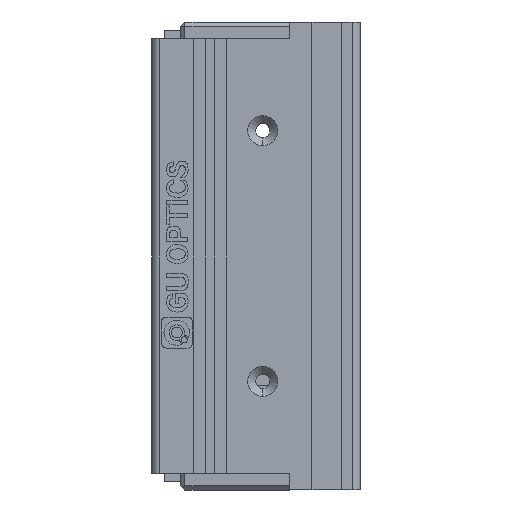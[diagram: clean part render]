
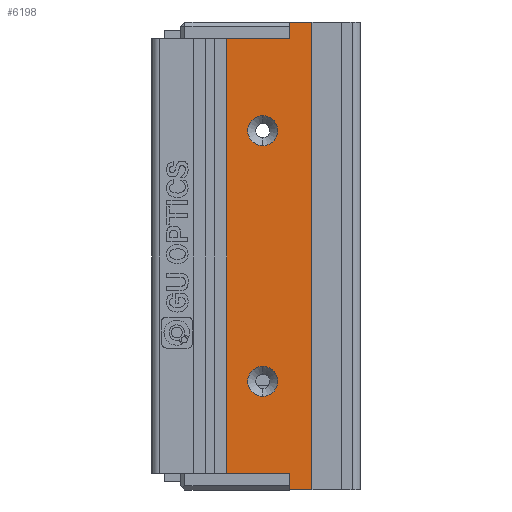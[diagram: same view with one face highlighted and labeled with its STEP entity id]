
A CAD part, left-side view. The second image highlights one B-rep face of the part: STEP entity #6198.
In plain terms, the highlighted planar face has unit normal (-1, 0, 0).
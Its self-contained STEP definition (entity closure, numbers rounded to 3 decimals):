
#250 = CARTESIAN_POINT ( 'NONE',  ( 25.925, 35.696, -89. ) ) ;
#1700 = CIRCLE ( 'NONE', #19001, 1.8 ) ;
#1952 = FACE_OUTER_BOUND ( 'NONE', #6850, .T. ) ;
#2167 = LINE ( 'NONE', #23182, #10140 ) ;
#2196 = DIRECTION ( 'NONE',  ( 0., 1., 0. ) ) ;
#2249 = CARTESIAN_POINT ( 'NONE',  ( 25.925, 19.196, -141. ) ) ;
#2740 = DIRECTION ( 'NONE',  ( 0., 0., 1. ) ) ;
#2821 = DIRECTION ( 'NONE',  ( 1., 0., 0. ) ) ;
#2980 = CARTESIAN_POINT ( 'NONE',  ( 25.925, 22.396, -100. ) ) ;
#3161 = DIRECTION ( 'NONE',  ( 1., 0., 0. ) ) ;
#3639 = LINE ( 'NONE', #7727, #9454 ) ;
#3830 = DIRECTION ( 'NONE',  ( 0., -1., 0. ) ) ;
#3866 = CARTESIAN_POINT ( 'NONE',  ( 25.925, 19.196, -87. ) ) ;
#4908 = VECTOR ( 'NONE', #2196, 1000. ) ;
#4957 = DIRECTION ( 'NONE',  ( 1., 0., 0. ) ) ;
#5158 = DIRECTION ( 'NONE',  ( 0., 0., 1. ) ) ;
#5288 = VERTEX_POINT ( 'NONE', #8068 ) ;
#5639 = EDGE_CURVE ( 'NONE', #23676, #23829, #1700, .T. ) ;
#5723 = EDGE_CURVE ( 'NONE', #20122, #17517, #9704, .T. ) ;
#5942 = EDGE_CURVE ( 'NONE', #15137, #6936, #17159, .T. ) ;
#6011 = EDGE_CURVE ( 'NONE', #24627, #17364, #16244, .T. ) ;
#6148 = DIRECTION ( 'NONE',  ( 0., 0., 1. ) ) ;
#6198 = ADVANCED_FACE ( 'NONE', ( #1952, #16808, #6630 ), #22264, .T. ) ;
#6565 = DIRECTION ( 'NONE',  ( 1., 0., 0. ) ) ;
#6630 = FACE_BOUND ( 'NONE', #20783, .T. ) ;
#6637 = CARTESIAN_POINT ( 'NONE',  ( 25.925, 22.396, -130. ) ) ;
#6761 = CARTESIAN_POINT ( 'NONE',  ( 25.925, 19.196, -143. ) ) ;
#6850 = EDGE_LOOP ( 'NONE', ( #12497, #11274, #15885, #14730, #13706, #11224, #21770, #24824 ) ) ;
#6936 = VERTEX_POINT ( 'NONE', #7305 ) ;
#7157 = VERTEX_POINT ( 'NONE', #2249 ) ;
#7258 = CARTESIAN_POINT ( 'NONE',  ( 25.925, 22.396, -101.8 ) ) ;
#7305 = CARTESIAN_POINT ( 'NONE',  ( 25.925, 26.696, -141. ) ) ;
#7483 = CARTESIAN_POINT ( 'NONE',  ( 25.925, 16.496, -87. ) ) ;
#7727 = CARTESIAN_POINT ( 'NONE',  ( 25.925, 7.084, -87. ) ) ;
#8068 = CARTESIAN_POINT ( 'NONE',  ( 25.925, 19.196, -89. ) ) ;
#8297 = VERTEX_POINT ( 'NONE', #6761 ) ;
#8961 = CIRCLE ( 'NONE', #24733, 1.8 ) ;
#9081 = ORIENTED_EDGE ( 'NONE', *, *, #10306, .T. ) ;
#9280 = DIRECTION ( 'NONE',  ( 0., -1., 0. ) ) ;
#9454 = VECTOR ( 'NONE', #23060, 1000. ) ;
#9704 = CIRCLE ( 'NONE', #17652, 1.8 ) ;
#9835 = EDGE_CURVE ( 'NONE', #17517, #20122, #8961, .T. ) ;
#10140 = VECTOR ( 'NONE', #3830, 1000. ) ;
#10306 = EDGE_CURVE ( 'NONE', #23829, #23676, #19547, .T. ) ;
#10943 = EDGE_LOOP ( 'NONE', ( #22687, #23878 ) ) ;
#11003 = EDGE_CURVE ( 'NONE', #6936, #7157, #24848, .T. ) ;
#11145 = EDGE_CURVE ( 'NONE', #8297, #24627, #2167, .T. ) ;
#11224 = ORIENTED_EDGE ( 'NONE', *, *, #11979, .T. ) ;
#11274 = ORIENTED_EDGE ( 'NONE', *, *, #11899, .T. ) ;
#11291 = CARTESIAN_POINT ( 'NONE',  ( 25.925, 26.696, -89. ) ) ;
#11600 = ORIENTED_EDGE ( 'NONE', *, *, #5639, .T. ) ;
#11859 = EDGE_CURVE ( 'NONE', #17364, #19482, #3639, .T. ) ;
#11899 = EDGE_CURVE ( 'NONE', #19482, #5288, #17854, .T. ) ;
#11970 = EDGE_CURVE ( 'NONE', #5288, #15137, #19644, .T. ) ;
#11979 = EDGE_CURVE ( 'NONE', #7157, #8297, #24715, .T. ) ;
#12133 = VECTOR ( 'NONE', #12957, 1000. ) ;
#12497 = ORIENTED_EDGE ( 'NONE', *, *, #11859, .T. ) ;
#12778 = VECTOR ( 'NONE', #19304, 1000. ) ;
#12841 = CARTESIAN_POINT ( 'NONE',  ( 25.925, 16.496, -143. ) ) ;
#12957 = DIRECTION ( 'NONE',  ( 0., 0., -1. ) ) ;
#13390 = CARTESIAN_POINT ( 'NONE',  ( 25.925, 26.696, -87. ) ) ;
#13706 = ORIENTED_EDGE ( 'NONE', *, *, #11003, .T. ) ;
#13917 = CARTESIAN_POINT ( 'NONE',  ( 25.925, 19.196, -87. ) ) ;
#14266 = CARTESIAN_POINT ( 'NONE',  ( 25.925, 16.496, -87. ) ) ;
#14587 = CARTESIAN_POINT ( 'NONE',  ( 25.925, 19.196, -87. ) ) ;
#14634 = VECTOR ( 'NONE', #9280, 1000. ) ;
#14730 = ORIENTED_EDGE ( 'NONE', *, *, #5942, .T. ) ;
#14756 = CARTESIAN_POINT ( 'NONE',  ( 25.925, 22.396, -130. ) ) ;
#15100 = VECTOR ( 'NONE', #17784, 1000. ) ;
#15137 = VERTEX_POINT ( 'NONE', #11291 ) ;
#15885 = ORIENTED_EDGE ( 'NONE', *, *, #11970, .T. ) ;
#16244 = LINE ( 'NONE', #7483, #21376 ) ;
#16426 = CARTESIAN_POINT ( 'NONE',  ( 25.925, 22.396, -100. ) ) ;
#16666 = DIRECTION ( 'NONE',  ( 0., 0., 1. ) ) ;
#16808 = FACE_BOUND ( 'NONE', #10943, .T. ) ;
#17159 = LINE ( 'NONE', #13390, #12133 ) ;
#17364 = VERTEX_POINT ( 'NONE', #14266 ) ;
#17517 = VERTEX_POINT ( 'NONE', #22485 ) ;
#17652 = AXIS2_PLACEMENT_3D ( 'NONE', #2980, #2821, #2740 ) ;
#17784 = DIRECTION ( 'NONE',  ( 0., 0., -1. ) ) ;
#17854 = LINE ( 'NONE', #3866, #12778 ) ;
#18387 = DIRECTION ( 'NONE',  ( 0., 0., 1. ) ) ;
#18640 = AXIS2_PLACEMENT_3D ( 'NONE', #14756, #3161, #16666 ) ;
#19001 = AXIS2_PLACEMENT_3D ( 'NONE', #6637, #6565, #6148 ) ;
#19304 = DIRECTION ( 'NONE',  ( 0., 0., -1. ) ) ;
#19482 = VERTEX_POINT ( 'NONE', #14587 ) ;
#19547 = CIRCLE ( 'NONE', #18640, 1.8 ) ;
#19644 = LINE ( 'NONE', #250, #4908 ) ;
#20122 = VERTEX_POINT ( 'NONE', #7258 ) ;
#20783 = EDGE_LOOP ( 'NONE', ( #9081, #11600 ) ) ;
#20790 = CARTESIAN_POINT ( 'NONE',  ( 25.925, 7.084, -141. ) ) ;
#20997 = CARTESIAN_POINT ( 'NONE',  ( 25.925, 22.396, -131.8 ) ) ;
#21376 = VECTOR ( 'NONE', #5158, 1000. ) ;
#21631 = DIRECTION ( 'NONE',  ( 0., 0., 1. ) ) ;
#21661 = AXIS2_PLACEMENT_3D ( 'NONE', #21711, #21684, #21631 ) ;
#21684 = DIRECTION ( 'NONE',  ( -1., 0., 0. ) ) ;
#21711 = CARTESIAN_POINT ( 'NONE',  ( 25.925, 7.084, -87. ) ) ;
#21770 = ORIENTED_EDGE ( 'NONE', *, *, #11145, .T. ) ;
#22264 = PLANE ( 'NONE',  #21661 ) ;
#22485 = CARTESIAN_POINT ( 'NONE',  ( 25.925, 22.396, -98.2 ) ) ;
#22687 = ORIENTED_EDGE ( 'NONE', *, *, #9835, .T. ) ;
#23060 = DIRECTION ( 'NONE',  ( 0., 1., 0. ) ) ;
#23182 = CARTESIAN_POINT ( 'NONE',  ( 25.925, 7.084, -143. ) ) ;
#23225 = CARTESIAN_POINT ( 'NONE',  ( 25.925, 22.396, -128.2 ) ) ;
#23676 = VERTEX_POINT ( 'NONE', #20997 ) ;
#23829 = VERTEX_POINT ( 'NONE', #23225 ) ;
#23878 = ORIENTED_EDGE ( 'NONE', *, *, #5723, .T. ) ;
#24627 = VERTEX_POINT ( 'NONE', #12841 ) ;
#24715 = LINE ( 'NONE', #13917, #15100 ) ;
#24733 = AXIS2_PLACEMENT_3D ( 'NONE', #16426, #4957, #18387 ) ;
#24824 = ORIENTED_EDGE ( 'NONE', *, *, #6011, .T. ) ;
#24848 = LINE ( 'NONE', #20790, #14634 ) ;
